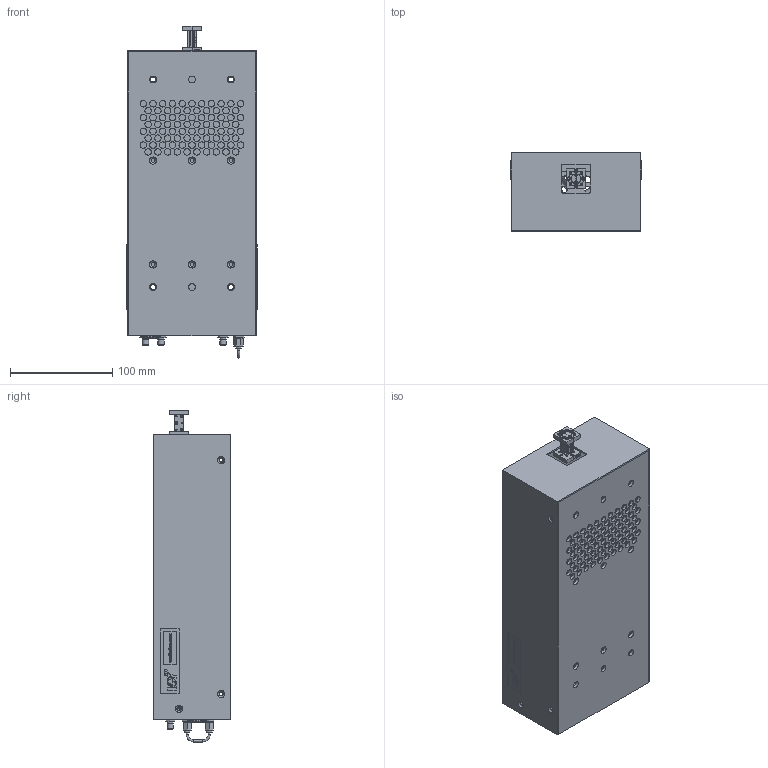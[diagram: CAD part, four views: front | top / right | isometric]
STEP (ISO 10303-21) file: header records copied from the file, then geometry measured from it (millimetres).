
FILE_DESCRIPTION(/* description */ ('VDI0.65VNAXTXRX-C_SW without Feet'),/* implementation_level */ '2;1');
FILE_NAME(/* name */ 'VDI0.65VNAXTXRX-C_SW without Feet.stp',/* time_stamp */ '2024-10-03T11:12:21-04:00',/* author */ ('sboelens'),/* organization */ (''),/* preprocessor_version */ 'ST-DEVELOPER v20',/* originating_system */ 'Autodesk Inventor 2025',/* authorisation */ '');
FILE_SCHEMA (('AUTOMOTIVE_DESIGN { 1 0 10303 214 3 1 1 }'));
Products named in the file (1): VDI0.65VNAXTXRX-C_SW without Feet
Bounding box: 127.79 x 76.2 x 324.81 mm (x, y, z)
Volume: 314124.6 mm3; surface area: 273635.4 mm2
Topology: 6 solids, 6 shells, 2415 faces, 6358 edges, 4183 vertices
Faces by surface type: plane 1299, bspline 524, cylinder 507, cone 83, torus 2
Full cylindrical faces by diameter (mm): 0.8 x10, 0.899 x20, 1.181 x6, 1.549 x4, 1.613 x4, 1.694 x4, 1.702 x2, 1.986 x40, 2.156 x4, 2.184 x3, 2.241 x2, 2.438 x6, 2.642 x6, 2.845 x48, 3.175 x6, 3.277 x4, 3.556 x4, 3.581 x4, 3.81 x6, 4.674 x6, 4.699 x4, 4.978 x4, 5.309 x12, 5.334 x10, 5.588 x2, 6.223 x10, 6.35 x112, 6.731 x6, 7.62 x2, 8.9 x1
Entity records: 90267 total; most frequent: CARTESIAN_POINT 30869, ORIENTED_EDGE 12692, DIRECTION 9729, EDGE_CURVE 6346, VERTEX_POINT 4183, LINE 3959, VECTOR 3959, EDGE_LOOP 3001
